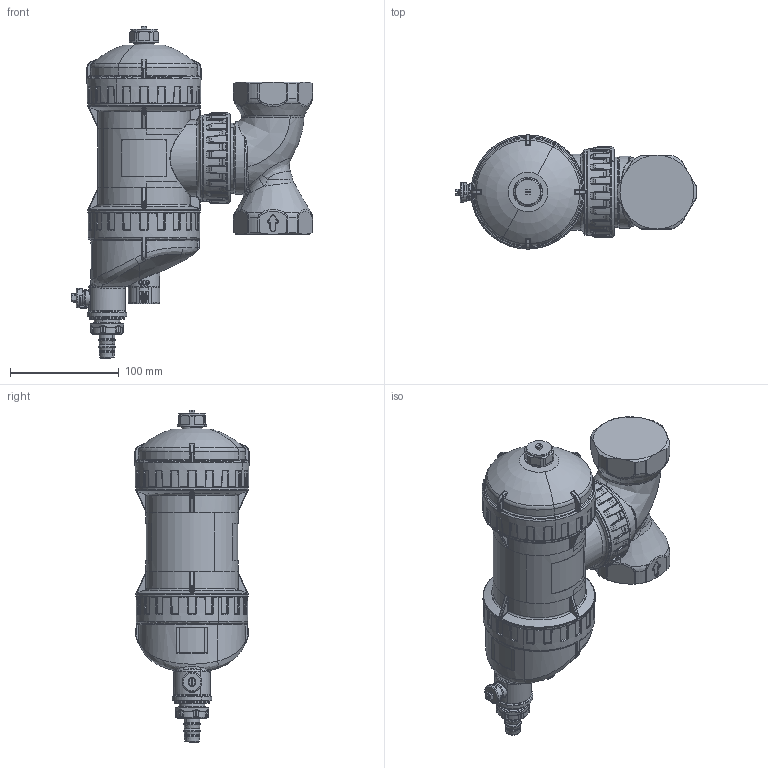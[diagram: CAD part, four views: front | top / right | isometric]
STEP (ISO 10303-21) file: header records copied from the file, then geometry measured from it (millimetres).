
FILE_DESCRIPTION(('CATIA V5 STEP Exchange','CAx-IF Rec.Pracs.--- Model Styling and Organization---1.5--- 2016-08-15','CAx-IF Rec.Pracs.---Supplemental Geometry---1.0---2011-11-01','CAx-IF Rec.Pracs.--- Composite Materials ---3.4---2017-06-13','CAx-IF Rec.Pracs.---Tessellated 3D Geometry---1.0---2015-12-17'),'2;1');
FILE_NAME('STEP_545309_-_TST.stp','2025-09-29T11:31:19+00:00',('none'),('none'),'CATIA Version 5-6 Release 2020 SP5','CATIA V5 STEP AP242 v2','none');
FILE_SCHEMA(('AP242_MANAGED_MODEL_BASED_3D_ENGINEERING_MIM_LF {1 0 10303 442 1 1 4}'));
Products named in the file (1): 545309 - TST
Bounding box: 221.81 x 105.06 x 305.3 mm (x, y, z)
Volume: 2095347.2 mm3; surface area: 138429 mm2
Topology: 1 solids, 1 shells, 3600 faces, 8520 edges, 4608 vertices
Faces by surface type: bspline 1714, torus 549, cylinder 540, plane 349, cone 241, sphere 204, revolution 3
Entity records: 187607 total; most frequent: CARTESIAN_POINT 122646, ORIENTED_EDGE 16356, EDGE_CURVE 8178, DIRECTION 5823, B_SPLINE_CURVE_WITH_KNOTS 5074, VERTEX_POINT 4608, EDGE_LOOP 3632, ADVANCED_FACE 3600
